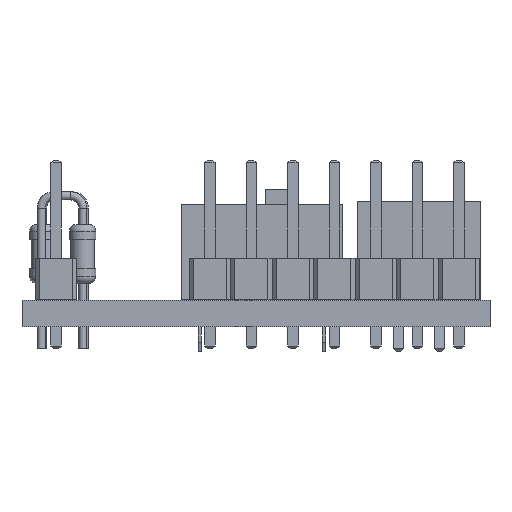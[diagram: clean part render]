
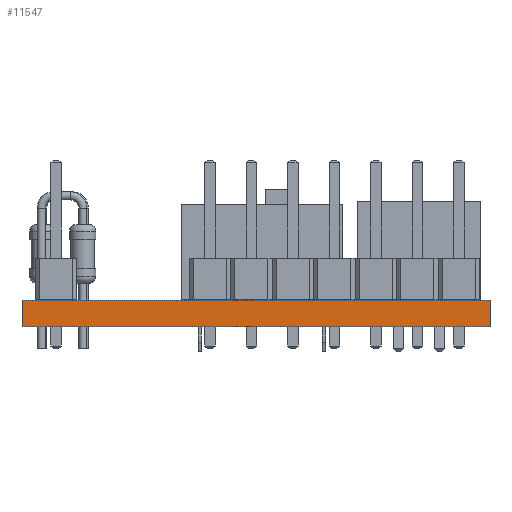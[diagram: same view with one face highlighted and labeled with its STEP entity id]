
A CAD part, front view. The second image highlights one B-rep face of the part: STEP entity #11547.
In plain terms, the highlighted planar face has unit normal (0, -1, 0).
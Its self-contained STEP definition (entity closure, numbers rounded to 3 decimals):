
#11547 = ADVANCED_FACE('',(#11548),#11582,.T.);
#11548 = FACE_BOUND('',#11549,.T.);
#11549 = EDGE_LOOP('',(#11550,#11560,#11568,#11576));
#11550 = ORIENTED_EDGE('',*,*,#11551,.T.);
#11551 = EDGE_CURVE('',#11552,#11554,#11556,.T.);
#11552 = VERTEX_POINT('',#11553);
#11553 = CARTESIAN_POINT('',(207.608,-55.18,0.));
#11554 = VERTEX_POINT('',#11555);
#11555 = CARTESIAN_POINT('',(207.608,-55.18,1.6));
#11556 = LINE('',#11557,#11558);
#11557 = CARTESIAN_POINT('',(207.608,-55.18,0.));
#11558 = VECTOR('',#11559,1.);
#11559 = DIRECTION('',(0.,0.,1.));
#11560 = ORIENTED_EDGE('',*,*,#11561,.T.);
#11561 = EDGE_CURVE('',#11554,#11562,#11564,.T.);
#11562 = VERTEX_POINT('',#11563);
#11563 = CARTESIAN_POINT('',(178.958,-55.18,1.6));
#11564 = LINE('',#11565,#11566);
#11565 = CARTESIAN_POINT('',(207.608,-55.18,1.6));
#11566 = VECTOR('',#11567,1.);
#11567 = DIRECTION('',(-1.,0.,0.));
#11568 = ORIENTED_EDGE('',*,*,#11569,.F.);
#11569 = EDGE_CURVE('',#11570,#11562,#11572,.T.);
#11570 = VERTEX_POINT('',#11571);
#11571 = CARTESIAN_POINT('',(178.958,-55.18,0.));
#11572 = LINE('',#11573,#11574);
#11573 = CARTESIAN_POINT('',(178.958,-55.18,0.));
#11574 = VECTOR('',#11575,1.);
#11575 = DIRECTION('',(0.,0.,1.));
#11576 = ORIENTED_EDGE('',*,*,#11577,.F.);
#11577 = EDGE_CURVE('',#11552,#11570,#11578,.T.);
#11578 = LINE('',#11579,#11580);
#11579 = CARTESIAN_POINT('',(207.608,-55.18,0.));
#11580 = VECTOR('',#11581,1.);
#11581 = DIRECTION('',(-1.,0.,0.));
#11582 = PLANE('',#11583);
#11583 = AXIS2_PLACEMENT_3D('',#11584,#11585,#11586);
#11584 = CARTESIAN_POINT('',(207.608,-55.18,0.));
#11585 = DIRECTION('',(0.,-1.,0.));
#11586 = DIRECTION('',(-1.,0.,0.));
